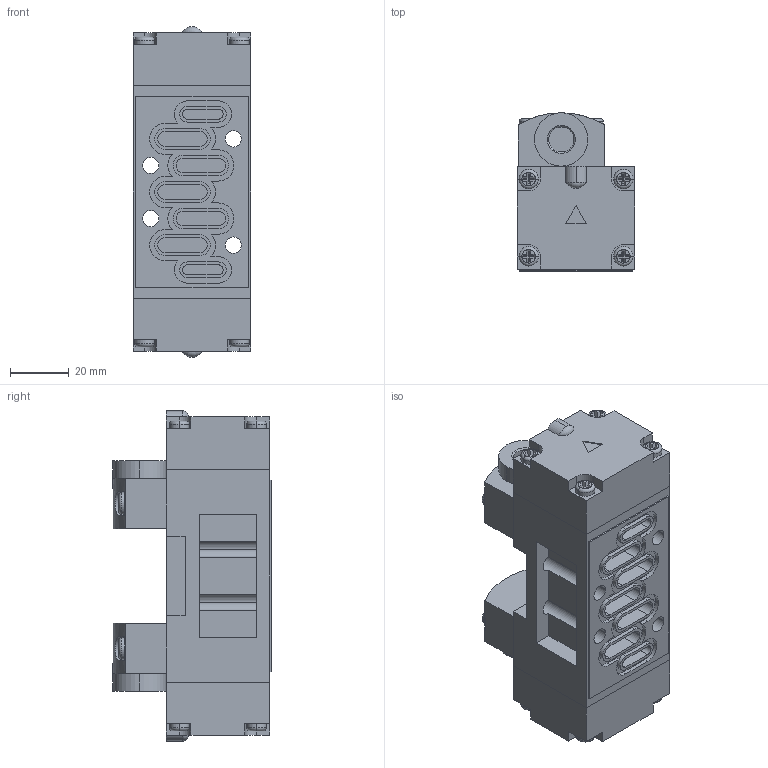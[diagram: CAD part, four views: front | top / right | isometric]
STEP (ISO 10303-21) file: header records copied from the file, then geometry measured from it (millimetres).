
FILE_DESCRIPTION (( 'STEP AP203' ), '1' );
FILE_NAME ('SIP420.STEP', '2016-01-13T02:58:06', ( 'yrd8' ), ( 'Hewlett-Packard Company' ), 'SwSTEP 2.0', 'SolidWorks 2008', '' );
FILE_SCHEMA (( 'CONFIG_CONTROL_DESIGN' ));
Length unit declared in the file: millimetre
Products named in the file (4): SIP420; SIP400 Body_ル遽; SIP400 Semi Pilot_ル遽; SIP400 Pilot_ル遽
Assembly tree (5 placements, depth 2):
  SIP420
    SIP400 Pilot_ル遽  x2
    SIP400 Semi Pilot_ル遽  x2
    SIP400 Body_ル遽
Bounding box: 40 x 53.6 x 112 mm (x, y, z)
Volume: 143919.1 mm3; surface area: 39631.3 mm2
Topology: 5 solids, 7 shells, 565 faces, 1519 edges, 1002 vertices
Faces by surface type: plane 402, cylinder 129, torus 26, cone 4, bspline 4
Entity records: 12551 total; most frequent: CARTESIAN_POINT 2422, ORIENTED_EDGE 2030, DIRECTION 2007, EDGE_CURVE 1015, AXIS2_PLACEMENT_3D 677, VERTEX_POINT 674, LINE 653, VECTOR 653
